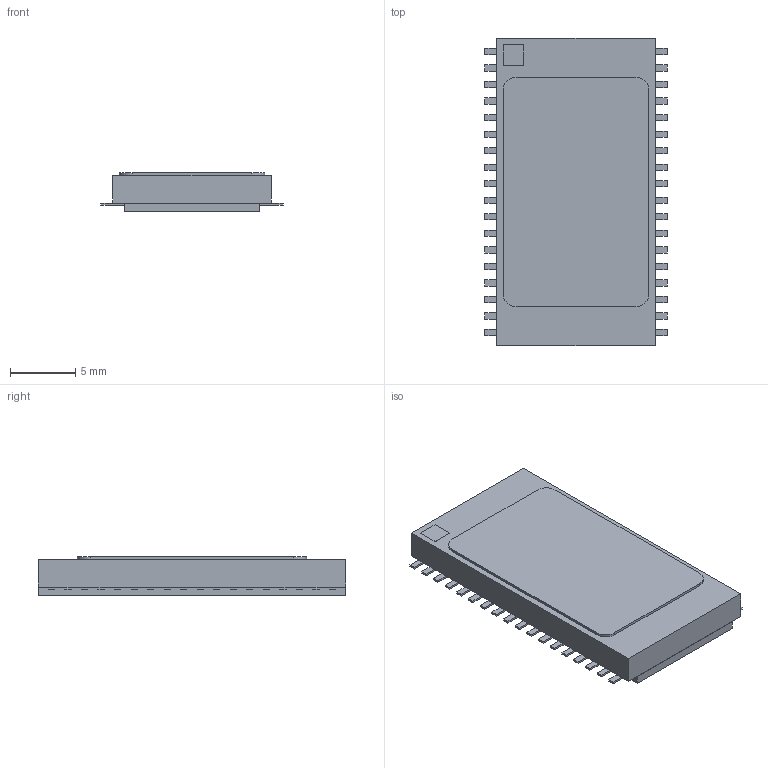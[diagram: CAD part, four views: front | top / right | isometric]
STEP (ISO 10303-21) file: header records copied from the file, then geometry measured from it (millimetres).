
FILE_DESCRIPTION((''),'2;1');
FILE_NAME('CYPRESS_001-67583.stp','2015-01-22T13:21:00',(''),(''),'Mechanical Desktop 2011','Mechanical Desktop 2011',', , ');
FILE_SCHEMA(('AUTOMOTIVE_DESIGN { 1 2 10303 214 1 1 1 1 }'));
Length unit declared in the file: millimetre
Products named in the file (1): Product
Bounding box: 14 x 23.62 x 2.99 mm (x, y, z)
Volume: 820.2 mm3; surface area: 1761.2 mm2
Topology: 40 solids, 40 shells, 249 faces, 504 edges, 336 vertices
Faces by surface type: plane 137, bspline 108, cylinder 4
Entity records: 6379 total; most frequent: CARTESIAN_POINT 1414, ORIENTED_EDGE 1008, DIRECTION 796, EDGE_CURVE 504, VECTOR 496, LINE 496, VERTEX_POINT 336, EDGE_LOOP 250
